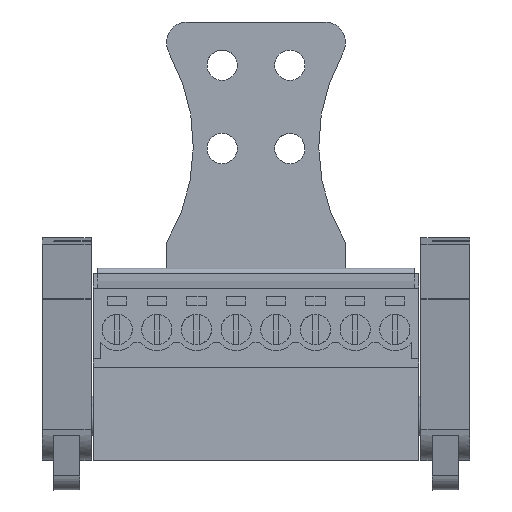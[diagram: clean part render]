
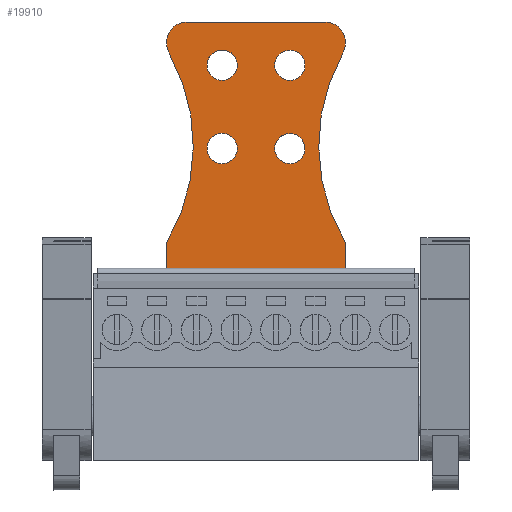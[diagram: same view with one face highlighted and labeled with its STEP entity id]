
A CAD part, front view. The second image highlights one B-rep face of the part: STEP entity #19910.
In plain terms, the highlighted planar face has unit normal (0, -1, 0).
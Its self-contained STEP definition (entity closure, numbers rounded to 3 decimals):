
#19476=AXIS2_PLACEMENT_3D('Circle Axis2P3D',#19474,#19475,$) ;
#19508=AXIS2_PLACEMENT_3D('Circle Axis2P3D',#19506,#19507,$) ;
#19558=AXIS2_PLACEMENT_3D('Circle Axis2P3D',#19556,#19557,$) ;
#19576=AXIS2_PLACEMENT_3D('Circle Axis2P3D',#19574,#19575,$) ;
#19651=AXIS2_PLACEMENT_3D('Circle Axis2P3D',#19649,#19650,$) ;
#19683=AXIS2_PLACEMENT_3D('Circle Axis2P3D',#19681,#19682,$) ;
#19701=AXIS2_PLACEMENT_3D('Circle Axis2P3D',#19699,#19700,$) ;
#19757=AXIS2_PLACEMENT_3D('Circle Axis2P3D',#19755,#19756,$) ;
#19813=AXIS2_PLACEMENT_3D('Circle Axis2P3D',#19811,#19812,$) ;
#19845=AXIS2_PLACEMENT_3D('Circle Axis2P3D',#19843,#19844,$) ;
#19877=AXIS2_PLACEMENT_3D('Plane Axis2P3D',#19874,#19875,#19876) ;
#19417=CARTESIAN_POINT('Line Origine',(11.975,14.976,22.296)) ;
#19421=CARTESIAN_POINT('Vertex',(11.975,14.976,23.797)) ;
#19423=CARTESIAN_POINT('Vertex',(11.975,14.976,20.796)) ;
#19474=CARTESIAN_POINT('Axis2P3D Location',(-3.68,14.976,33.07)) ;
#19478=CARTESIAN_POINT('Vertex',(12.191,14.976,41.968)) ;
#19503=CARTESIAN_POINT('Vertex',(13.935,14.976,44.946)) ;
#19506=CARTESIAN_POINT('Axis2P3D Location',(13.935,14.976,42.946)) ;
#19524=CARTESIAN_POINT('Line Origine',(20.535,14.976,44.946)) ;
#19528=CARTESIAN_POINT('Vertex',(27.135,14.976,44.946)) ;
#19553=CARTESIAN_POINT('Vertex',(28.879,14.976,41.968)) ;
#19556=CARTESIAN_POINT('Axis2P3D Location',(27.135,14.976,42.946)) ;
#19574=CARTESIAN_POINT('Axis2P3D Location',(44.75,14.976,33.07)) ;
#19578=CARTESIAN_POINT('Vertex',(29.095,14.976,23.797)) ;
#19599=CARTESIAN_POINT('Line Origine',(29.095,14.976,22.296)) ;
#19603=CARTESIAN_POINT('Vertex',(29.095,14.976,20.796)) ;
#19649=CARTESIAN_POINT('Axis2P3D Location',(23.785,14.976,40.796)) ;
#19653=CARTESIAN_POINT('Vertex',(22.335,14.976,40.796)) ;
#19655=CARTESIAN_POINT('Vertex',(25.235,14.976,40.796)) ;
#19681=CARTESIAN_POINT('Axis2P3D Location',(23.785,14.976,40.796)) ;
#19699=CARTESIAN_POINT('Axis2P3D Location',(17.285,14.976,40.796)) ;
#19703=CARTESIAN_POINT('Vertex',(15.835,14.976,40.796)) ;
#19705=CARTESIAN_POINT('Vertex',(18.735,14.976,40.796)) ;
#19732=CARTESIAN_POINT('Control Point',(15.835,14.976,40.796)) ;
#19733=CARTESIAN_POINT('Control Point',(15.835,14.976,41.252)) ;
#19734=CARTESIAN_POINT('Control Point',(16.014,14.976,41.707)) ;
#19735=CARTESIAN_POINT('Control Point',(16.374,14.976,42.068)) ;
#19736=CARTESIAN_POINT('Control Point',(17.285,14.976,42.425)) ;
#19737=CARTESIAN_POINT('Control Point',(18.196,14.976,42.068)) ;
#19738=CARTESIAN_POINT('Control Point',(18.556,14.976,41.707)) ;
#19739=CARTESIAN_POINT('Control Point',(18.735,14.976,41.252)) ;
#19740=CARTESIAN_POINT('Control Point',(18.735,14.976,40.796)) ;
#19755=CARTESIAN_POINT('Axis2P3D Location',(23.785,14.976,32.796)) ;
#19759=CARTESIAN_POINT('Vertex',(22.335,14.976,32.796)) ;
#19761=CARTESIAN_POINT('Vertex',(25.235,14.976,32.796)) ;
#19788=CARTESIAN_POINT('Control Point',(22.335,14.976,32.796)) ;
#19789=CARTESIAN_POINT('Control Point',(22.335,14.976,33.252)) ;
#19790=CARTESIAN_POINT('Control Point',(22.514,14.976,33.707)) ;
#19791=CARTESIAN_POINT('Control Point',(22.874,14.976,34.068)) ;
#19792=CARTESIAN_POINT('Control Point',(23.785,14.976,34.425)) ;
#19793=CARTESIAN_POINT('Control Point',(24.696,14.976,34.068)) ;
#19794=CARTESIAN_POINT('Control Point',(25.056,14.976,33.707)) ;
#19795=CARTESIAN_POINT('Control Point',(25.235,14.976,33.252)) ;
#19796=CARTESIAN_POINT('Control Point',(25.235,14.976,32.796)) ;
#19811=CARTESIAN_POINT('Axis2P3D Location',(17.285,14.976,32.796)) ;
#19815=CARTESIAN_POINT('Vertex',(15.835,14.976,32.796)) ;
#19817=CARTESIAN_POINT('Vertex',(18.735,14.976,32.796)) ;
#19843=CARTESIAN_POINT('Axis2P3D Location',(17.285,14.976,32.796)) ;
#19874=CARTESIAN_POINT('Axis2P3D Location',(20.535,14.976,11.796)) ;
#19879=CARTESIAN_POINT('Line Origine',(20.535,14.976,20.796)) ;
#19418=DIRECTION('Vector Direction',(0.,0.,-1.)) ;
#19475=DIRECTION('Axis2P3D Direction',(0.,1.,0.)) ;
#19507=DIRECTION('Axis2P3D Direction',(0.,1.,0.)) ;
#19525=DIRECTION('Vector Direction',(1.,0.,0.)) ;
#19557=DIRECTION('Axis2P3D Direction',(0.,1.,0.)) ;
#19575=DIRECTION('Axis2P3D Direction',(0.,1.,0.)) ;
#19600=DIRECTION('Vector Direction',(0.,0.,1.)) ;
#19650=DIRECTION('Axis2P3D Direction',(0.,1.,0.)) ;
#19682=DIRECTION('Axis2P3D Direction',(0.,1.,0.)) ;
#19700=DIRECTION('Axis2P3D Direction',(0.,1.,0.)) ;
#19756=DIRECTION('Axis2P3D Direction',(0.,1.,0.)) ;
#19812=DIRECTION('Axis2P3D Direction',(0.,1.,0.)) ;
#19844=DIRECTION('Axis2P3D Direction',(0.,1.,0.)) ;
#19875=DIRECTION('Axis2P3D Direction',(0.,-1.,0.)) ;
#19876=DIRECTION('Axis2P3D XDirection',(1.,0.,0.)) ;
#19880=DIRECTION('Vector Direction',(-1.,0.,0.)) ;
#19419=VECTOR('Line Direction',#19418,1.) ;
#19526=VECTOR('Line Direction',#19525,1.) ;
#19601=VECTOR('Line Direction',#19600,1.) ;
#19881=VECTOR('Line Direction',#19880,1.) ;
#19885=ORIENTED_EDGE('',*,*,#19605,.T.) ;
#19886=ORIENTED_EDGE('',*,*,#19580,.F.) ;
#19887=ORIENTED_EDGE('',*,*,#19560,.T.) ;
#19888=ORIENTED_EDGE('',*,*,#19530,.F.) ;
#19889=ORIENTED_EDGE('',*,*,#19510,.T.) ;
#19890=ORIENTED_EDGE('',*,*,#19480,.F.) ;
#19891=ORIENTED_EDGE('',*,*,#19425,.T.) ;
#19892=ORIENTED_EDGE('',*,*,#19883,.F.) ;
#19895=ORIENTED_EDGE('',*,*,#19657,.F.) ;
#19896=ORIENTED_EDGE('',*,*,#19685,.F.) ;
#19899=ORIENTED_EDGE('',*,*,#19707,.F.) ;
#19900=ORIENTED_EDGE('',*,*,#19741,.F.) ;
#19903=ORIENTED_EDGE('',*,*,#19763,.F.) ;
#19904=ORIENTED_EDGE('',*,*,#19797,.F.) ;
#19907=ORIENTED_EDGE('',*,*,#19819,.F.) ;
#19908=ORIENTED_EDGE('',*,*,#19847,.F.) ;
#19897=FACE_BOUND('',#19894,.T.) ;
#19901=FACE_BOUND('',#19898,.T.) ;
#19905=FACE_BOUND('',#19902,.T.) ;
#19909=FACE_BOUND('',#19906,.T.) ;
#19910=ADVANCED_FACE('Strain relief',(#19893,#19897,#19901,#19905,#19909),#19878,.T.) ;
#19731=B_SPLINE_CURVE_WITH_KNOTS('',5,(#19732,#19733,#19734,#19735,#19736,#19737,#19738,#19739,#19740),.UNSPECIFIED.,.F.,.U.,(6,3,6),(-2.278,0.,2.278),.UNSPECIFIED.) ;
#19787=B_SPLINE_CURVE_WITH_KNOTS('',5,(#19788,#19789,#19790,#19791,#19792,#19793,#19794,#19795,#19796),.UNSPECIFIED.,.F.,.U.,(6,3,6),(-2.278,0.,2.278),.UNSPECIFIED.) ;
#19477=CIRCLE('generated circle',#19476,18.195) ;
#19509=CIRCLE('generated circle',#19508,2.) ;
#19559=CIRCLE('generated circle',#19558,2.) ;
#19577=CIRCLE('generated circle',#19576,18.195) ;
#19652=CIRCLE('generated circle',#19651,1.45) ;
#19684=CIRCLE('generated circle',#19683,1.45) ;
#19702=CIRCLE('generated circle',#19701,1.45) ;
#19758=CIRCLE('generated circle',#19757,1.45) ;
#19814=CIRCLE('generated circle',#19813,1.45) ;
#19846=CIRCLE('generated circle',#19845,1.45) ;
#19425=EDGE_CURVE('',#19422,#19424,#19420,.T.) ;
#19480=EDGE_CURVE('',#19422,#19479,#19477,.F.) ;
#19510=EDGE_CURVE('',#19504,#19479,#19509,.F.) ;
#19530=EDGE_CURVE('',#19504,#19529,#19527,.T.) ;
#19560=EDGE_CURVE('',#19554,#19529,#19559,.F.) ;
#19580=EDGE_CURVE('',#19554,#19579,#19577,.F.) ;
#19605=EDGE_CURVE('',#19604,#19579,#19602,.T.) ;
#19657=EDGE_CURVE('',#19654,#19656,#19652,.F.) ;
#19685=EDGE_CURVE('',#19656,#19654,#19684,.F.) ;
#19707=EDGE_CURVE('',#19704,#19706,#19702,.F.) ;
#19741=EDGE_CURVE('',#19706,#19704,#19731,.F.) ;
#19763=EDGE_CURVE('',#19760,#19762,#19758,.F.) ;
#19797=EDGE_CURVE('',#19762,#19760,#19787,.F.) ;
#19819=EDGE_CURVE('',#19816,#19818,#19814,.F.) ;
#19847=EDGE_CURVE('',#19818,#19816,#19846,.F.) ;
#19883=EDGE_CURVE('',#19604,#19424,#19882,.T.) ;
#19884=EDGE_LOOP('',(#19885,#19886,#19887,#19888,#19889,#19890,#19891,#19892)) ;
#19894=EDGE_LOOP('',(#19895,#19896)) ;
#19898=EDGE_LOOP('',(#19899,#19900)) ;
#19902=EDGE_LOOP('',(#19903,#19904)) ;
#19906=EDGE_LOOP('',(#19907,#19908)) ;
#19893=FACE_OUTER_BOUND('',#19884,.T.) ;
#19420=LINE('Line',#19417,#19419) ;
#19527=LINE('Line',#19524,#19526) ;
#19602=LINE('Line',#19599,#19601) ;
#19882=LINE('Line',#19879,#19881) ;
#19878=PLANE('',#19877) ;
#19422=VERTEX_POINT('',#19421) ;
#19424=VERTEX_POINT('',#19423) ;
#19479=VERTEX_POINT('',#19478) ;
#19504=VERTEX_POINT('',#19503) ;
#19529=VERTEX_POINT('',#19528) ;
#19554=VERTEX_POINT('',#19553) ;
#19579=VERTEX_POINT('',#19578) ;
#19604=VERTEX_POINT('',#19603) ;
#19654=VERTEX_POINT('',#19653) ;
#19656=VERTEX_POINT('',#19655) ;
#19704=VERTEX_POINT('',#19703) ;
#19706=VERTEX_POINT('',#19705) ;
#19760=VERTEX_POINT('',#19759) ;
#19762=VERTEX_POINT('',#19761) ;
#19816=VERTEX_POINT('',#19815) ;
#19818=VERTEX_POINT('',#19817) ;
